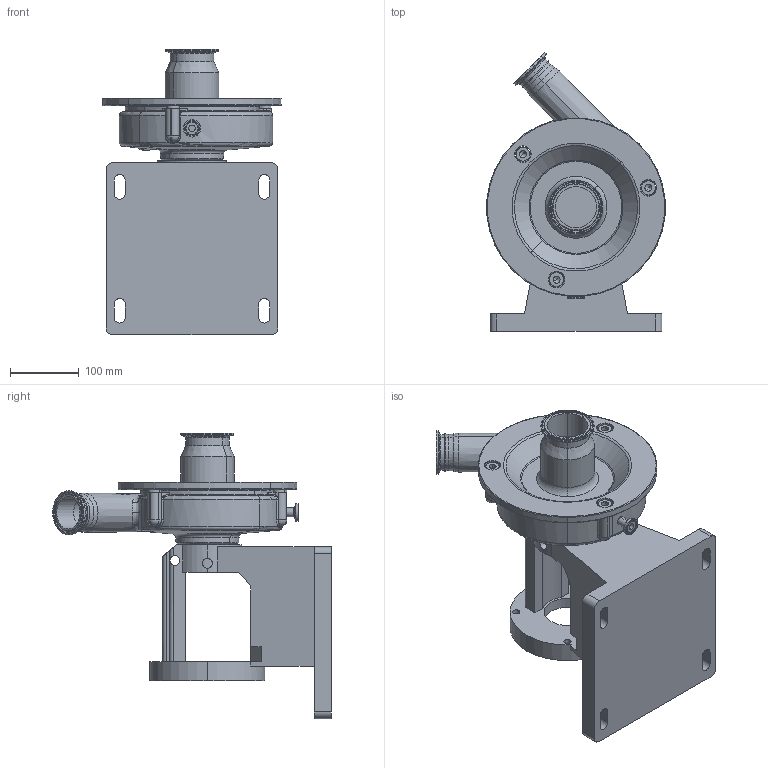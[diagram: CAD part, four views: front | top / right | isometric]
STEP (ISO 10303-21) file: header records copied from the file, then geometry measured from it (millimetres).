
FILE_DESCRIPTION (( 'STEP AP214' ), '1' );
FILE_NAME ('FP 3531 140TC 45L 1-2 IN STR DRAIN.STEP', '2023-02-02T20:54:23', ( '' ), ( '' ), 'SwSTEP 2.0', 'SolidWorks 2021', '' );
FILE_SCHEMA (( 'AUTOMOTIVE_DESIGN' ));
Length unit declared in the file: millimetre
Products named in the file (1): FP 3531 140TC 45L 1-2 IN STR DRAIN
Bounding box: 259.01 x 404.86 x 415 mm (x, y, z)
Volume: 7238506.8 mm3; surface area: 650533 mm2
Topology: 1 solids, 2 shells, 496 faces, 1252 edges, 758 vertices
Faces by surface type: cylinder 175, plane 108, torus 90, cone 60, bspline 50, sphere 13
Entity records: 20059 total; most frequent: CARTESIAN_POINT 8128, DIRECTION 2569, ORIENTED_EDGE 2484, EDGE_CURVE 1242, AXIS2_PLACEMENT_3D 1060, VERTEX_POINT 757, CIRCLE 613, EDGE_LOOP 543
